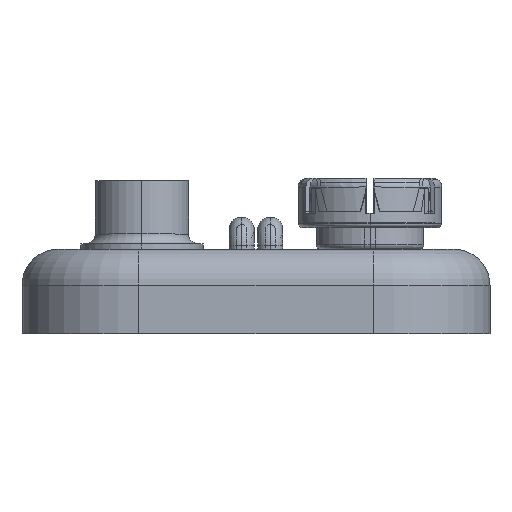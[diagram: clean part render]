
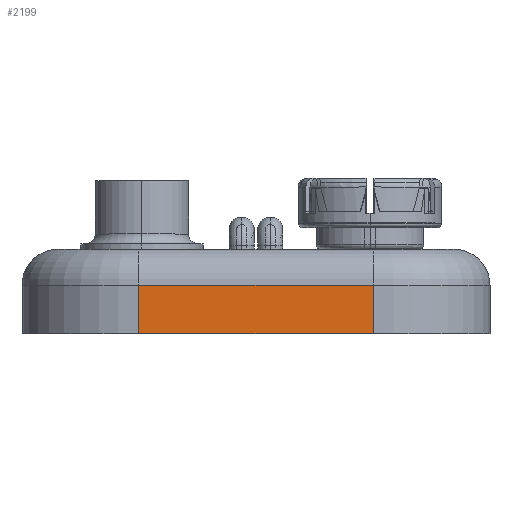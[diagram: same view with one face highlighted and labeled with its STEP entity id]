
A CAD part, top view. The second image highlights one B-rep face of the part: STEP entity #2199.
In plain terms, the highlighted planar face has unit normal (0, 0, 1).
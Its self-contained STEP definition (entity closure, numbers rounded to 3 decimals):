
#256 = CARTESIAN_POINT ( 'NONE',  ( 6.525, 0., 6.5 ) ) ;
#327 = EDGE_LOOP ( 'NONE', ( #2868, #5957, #1377, #5909 ) ) ;
#407 = VECTOR ( 'NONE', #5913, 1000. ) ;
#561 = CARTESIAN_POINT ( 'NONE',  ( 6.525, 4.7, 6.5 ) ) ;
#1147 = LINE ( 'NONE', #561, #407 ) ;
#1344 = EDGE_CURVE ( 'NONE', #4707, #3613, #4044, .T. ) ;
#1377 = ORIENTED_EDGE ( 'NONE', *, *, #1344, .T. ) ;
#1659 = CARTESIAN_POINT ( 'NONE',  ( -6.525, 2.7, 6.5 ) ) ;
#1703 = DIRECTION ( 'NONE',  ( -1., 0., 0. ) ) ;
#2037 = CARTESIAN_POINT ( 'NONE',  ( 6.525, 2.7, 6.5 ) ) ;
#2090 = DIRECTION ( 'NONE',  ( 0., 0., -1. ) ) ;
#2150 = CARTESIAN_POINT ( 'NONE',  ( 0., 4.7, 6.5 ) ) ;
#2199 = ADVANCED_FACE ( 'NONE', ( #3202 ), #6838, .F. ) ;
#2774 = VERTEX_POINT ( 'NONE', #256 ) ;
#2794 = VECTOR ( 'NONE', #1703, 1000. ) ;
#2868 = ORIENTED_EDGE ( 'NONE', *, *, #3199, .F. ) ;
#3199 = EDGE_CURVE ( 'NONE', #5468, #2774, #1147, .T. ) ;
#3202 = FACE_OUTER_BOUND ( 'NONE', #327, .T. ) ;
#3265 = LINE ( 'NONE', #4679, #4006 ) ;
#3426 = AXIS2_PLACEMENT_3D ( 'NONE', #2150, #2090, #5084 ) ;
#3613 = VERTEX_POINT ( 'NONE', #3748 ) ;
#3748 = CARTESIAN_POINT ( 'NONE',  ( -6.525, 0., 6.5 ) ) ;
#4006 = VECTOR ( 'NONE', #6453, 1000. ) ;
#4044 = LINE ( 'NONE', #4536, #7620 ) ;
#4254 = LINE ( 'NONE', #1659, #2794 ) ;
#4536 = CARTESIAN_POINT ( 'NONE',  ( -6.525, 4.7, 6.5 ) ) ;
#4679 = CARTESIAN_POINT ( 'NONE',  ( 0., 0., 6.5 ) ) ;
#4707 = VERTEX_POINT ( 'NONE', #5563 ) ;
#5084 = DIRECTION ( 'NONE',  ( -1., 0., 0. ) ) ;
#5468 = VERTEX_POINT ( 'NONE', #2037 ) ;
#5563 = CARTESIAN_POINT ( 'NONE',  ( -6.525, 2.7, 6.5 ) ) ;
#5662 = DIRECTION ( 'NONE',  ( 0., -1., 0. ) ) ;
#5773 = EDGE_CURVE ( 'NONE', #3613, #2774, #3265, .T. ) ;
#5909 = ORIENTED_EDGE ( 'NONE', *, *, #5773, .T. ) ;
#5913 = DIRECTION ( 'NONE',  ( 0., -1., 0. ) ) ;
#5957 = ORIENTED_EDGE ( 'NONE', *, *, #6461, .T. ) ;
#6453 = DIRECTION ( 'NONE',  ( 1., 0., 0. ) ) ;
#6461 = EDGE_CURVE ( 'NONE', #5468, #4707, #4254, .T. ) ;
#6838 = PLANE ( 'NONE',  #3426 ) ;
#7620 = VECTOR ( 'NONE', #5662, 1000. ) ;
